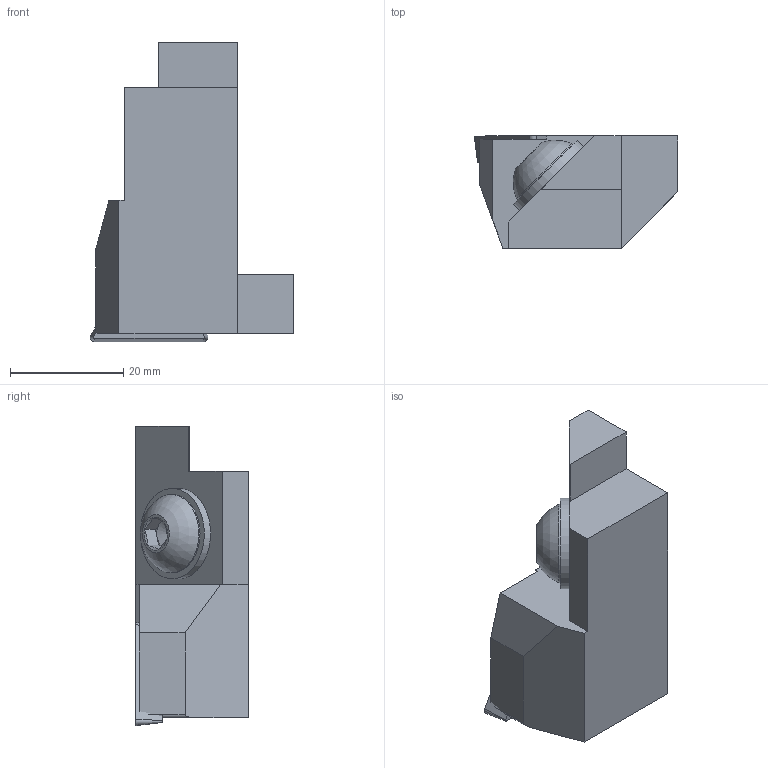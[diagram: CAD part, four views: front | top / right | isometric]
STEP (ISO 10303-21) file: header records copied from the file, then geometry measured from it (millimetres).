
FILE_DESCRIPTION(/* description */ ('3-D model version:1'),/* implementation_level */ '2;1');
FILE_NAME(/* name */ '391.68A-8-T22 A',/* time_stamp */ '2013-01-16T10:14:39+01:00',/* author */ ('InteractiveCad'),/* organization */ ('AB Sandvik Coromant'),/* preprocessor_version */ 'ST-DEVELOPER v11',/* originating_system */ 'SIEMENS UGS NX 6.0',/* authorisation */ '');
FILE_SCHEMA (('AP203_CONFIGURATION_CONTROLLED_3D_DESIGN_OF_MECHANICAL_PARTS_AND_ASSEMBLIES_MIM_LF'));
Length unit declared in the file: millimetre
Products named in the file (1): 391_68A_8_T22A_SIM
Bounding box: 36.02 x 19.9 x 53 mm (x, y, z)
Volume: 20128.6 mm3; surface area: 6035.4 mm2
Topology: 2 solids, 2 shells, 55 faces, 129 edges, 80 vertices
Faces by surface type: plane 38, cone 10, cylinder 5, sphere 1, torus 1
Full cylindrical faces by diameter (mm): 5.5 x1, 8 x1, 13.875 x1, 16 x1
Entity records: 1718 total; most frequent: CARTESIAN_POINT 267, DIRECTION 252, ORIENTED_EDGE 234, EDGE_CURVE 117, AXIS2_PLACEMENT_3D 85, LINE 82, VECTOR 82, VERTEX_POINT 76
